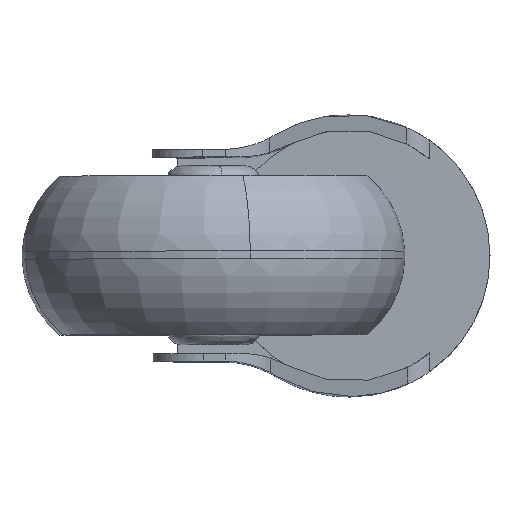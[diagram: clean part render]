
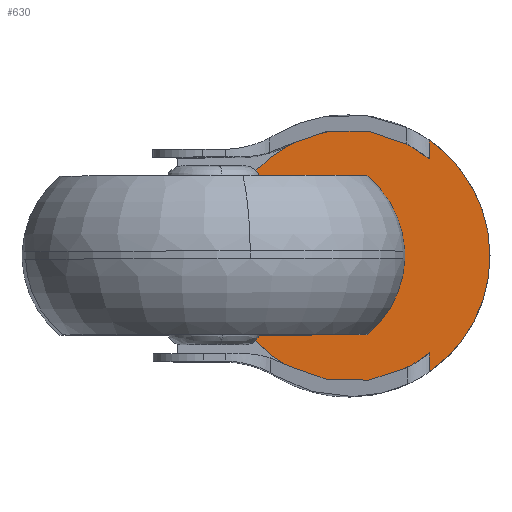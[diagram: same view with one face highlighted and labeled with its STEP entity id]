
A CAD part, top view. The second image highlights one B-rep face of the part: STEP entity #630.
In plain terms, the highlighted planar face has unit normal (0, 0.002, 1).
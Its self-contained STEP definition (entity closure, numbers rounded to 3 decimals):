
#14 = EDGE_CURVE ( 'NONE', #16, #4516, #947, .T. ) ;
#16 = VERTEX_POINT ( 'NONE', #943 ) ;
#37 = VERTEX_POINT ( 'NONE', #954 ) ;
#39 = EDGE_CURVE ( 'NONE', #4515, #37, #1002, .T. ) ;
#408 = VERTEX_POINT ( 'NONE', #2388 ) ;
#410 = EDGE_CURVE ( 'NONE', #408, #16, #2385, .T. ) ;
#607 = ORIENTED_EDGE ( 'NONE', *, *, #14, .F. ) ;
#608 = ORIENTED_EDGE ( 'NONE', *, *, #410, .F. ) ;
#609 = ORIENTED_EDGE ( 'NONE', *, *, #625, .F. ) ;
#610 = ORIENTED_EDGE ( 'NONE', *, *, #611, .T. ) ;
#611 = EDGE_CURVE ( 'NONE', #622, #2749, #2829, .T. ) ;
#612 = ORIENTED_EDGE ( 'NONE', *, *, #2767, .T. ) ;
#613 = ORIENTED_EDGE ( 'NONE', *, *, #614, .F. ) ;
#614 = EDGE_CURVE ( 'NONE', #37, #2652, #2874, .T. ) ;
#622 = VERTEX_POINT ( 'NONE', #2864 ) ;
#625 = EDGE_CURVE ( 'NONE', #622, #408, #2904, .T. ) ;
#630 = ADVANCED_FACE ( 'NONE', ( #2896 ), #2895, .F. ) ;
#631 = EDGE_LOOP ( 'NONE', ( #632, #634, #607, #608, #609, #610, #612, #613 ) ) ;
#632 = ORIENTED_EDGE ( 'NONE', *, *, #39, .F. ) ;
#634 = ORIENTED_EDGE ( 'NONE', *, *, #4514, .F. ) ;
#943 = CARTESIAN_POINT ( 'NONE',  ( 21.944, 28.023, 6. ) ) ;
#944 = DIRECTION ( 'NONE',  ( 0., -1., 0. ) ) ;
#945 = DIRECTION ( 'NONE',  ( 0., 0., -1. ) ) ;
#946 = AXIS2_PLACEMENT_3D ( 'NONE', #952, #945, #944 ) ;
#947 = CIRCLE ( 'NONE', #946, 25. ) ;
#952 = CARTESIAN_POINT ( 'NONE',  ( 0., 40., 6. ) ) ;
#954 = CARTESIAN_POINT ( 'NONE',  ( -19.252, 55.949, 6. ) ) ;
#984 = DIRECTION ( 'NONE',  ( 0., 1., 0. ) ) ;
#999 = DIRECTION ( 'NONE',  ( 0., 0., -1. ) ) ;
#1000 = CARTESIAN_POINT ( 'NONE',  ( 0., 40., 6. ) ) ;
#1001 = AXIS2_PLACEMENT_3D ( 'NONE', #1000, #999, #984 ) ;
#1002 = CIRCLE ( 'NONE', #1001, 25. ) ;
#2368 = DIRECTION ( 'NONE',  ( 0., 1., 0. ) ) ;
#2369 = DIRECTION ( 'NONE',  ( 0., 0., -1. ) ) ;
#2384 = AXIS2_PLACEMENT_3D ( 'NONE', #2387, #2369, #2368 ) ;
#2385 = CIRCLE ( 'NONE', #2384, 25. ) ;
#2387 = CARTESIAN_POINT ( 'NONE',  ( 0., 40., 6. ) ) ;
#2388 = CARTESIAN_POINT ( 'NONE',  ( 19.252, 55.949, 6. ) ) ;
#2539 = DIRECTION ( 'NONE',  ( 0., 1., 0. ) ) ;
#2652 = VERTEX_POINT ( 'NONE', #3582 ) ;
#2749 = VERTEX_POINT ( 'NONE', #3580 ) ;
#2767 = EDGE_CURVE ( 'NONE', #2749, #2652, #3184, .T. ) ;
#2829 = CIRCLE ( 'NONE', #2878, 28. ) ;
#2864 = CARTESIAN_POINT ( 'NONE',  ( 23.014, 55.949, 6. ) ) ;
#2871 = DIRECTION ( 'NONE',  ( -1., 0., 0. ) ) ;
#2872 = VECTOR ( 'NONE', #2871, 1000. ) ;
#2873 = CARTESIAN_POINT ( 'NONE',  ( -22.374, 55.949, 6. ) ) ;
#2874 = LINE ( 'NONE', #2873, #2872 ) ;
#2875 = DIRECTION ( 'NONE',  ( 0., 1., 0. ) ) ;
#2876 = DIRECTION ( 'NONE',  ( 0., 0., 1. ) ) ;
#2877 = CARTESIAN_POINT ( 'NONE',  ( 0., 40., 6. ) ) ;
#2878 = AXIS2_PLACEMENT_3D ( 'NONE', #2877, #2876, #2875 ) ;
#2891 = DIRECTION ( 'NONE',  ( -1., 0., 0. ) ) ;
#2892 = DIRECTION ( 'NONE',  ( 0., 0., -1. ) ) ;
#2893 = CARTESIAN_POINT ( 'NONE',  ( 25.3, 14.682, 6. ) ) ;
#2894 = AXIS2_PLACEMENT_3D ( 'NONE', #2893, #2892, #2891 ) ;
#2895 = PLANE ( 'NONE',  #2894 ) ;
#2896 = FACE_OUTER_BOUND ( 'NONE', #631, .T. ) ;
#2901 = DIRECTION ( 'NONE',  ( -1., 0., 0. ) ) ;
#2902 = VECTOR ( 'NONE', #2901, 1000. ) ;
#2903 = CARTESIAN_POINT ( 'NONE',  ( 0., 55.949, 6. ) ) ;
#2904 = LINE ( 'NONE', #2903, #2902 ) ;
#3181 = DIRECTION ( 'NONE',  ( 0., 0., 1. ) ) ;
#3182 = CARTESIAN_POINT ( 'NONE',  ( 0., 40., 6. ) ) ;
#3183 = AXIS2_PLACEMENT_3D ( 'NONE', #3182, #3181, #2539 ) ;
#3184 = CIRCLE ( 'NONE', #3183, 28. ) ;
#3580 = CARTESIAN_POINT ( 'NONE',  ( 0., 68., 6. ) ) ;
#3582 = CARTESIAN_POINT ( 'NONE',  ( -23.014, 55.949, 6. ) ) ;
#3968 = CARTESIAN_POINT ( 'NONE',  ( 0., 15., 6. ) ) ;
#3969 = CARTESIAN_POINT ( 'NONE',  ( -21.944, 28.023, 6. ) ) ;
#3970 = DIRECTION ( 'NONE',  ( 0., -1., 0. ) ) ;
#3971 = DIRECTION ( 'NONE',  ( 0., 0., -1. ) ) ;
#3972 = CARTESIAN_POINT ( 'NONE',  ( 0., 40., 6. ) ) ;
#3973 = AXIS2_PLACEMENT_3D ( 'NONE', #3972, #3971, #3970 ) ;
#3974 = CIRCLE ( 'NONE', #3973, 25. ) ;
#4514 = EDGE_CURVE ( 'NONE', #4516, #4515, #3974, .T. ) ;
#4515 = VERTEX_POINT ( 'NONE', #3969 ) ;
#4516 = VERTEX_POINT ( 'NONE', #3968 ) ;
